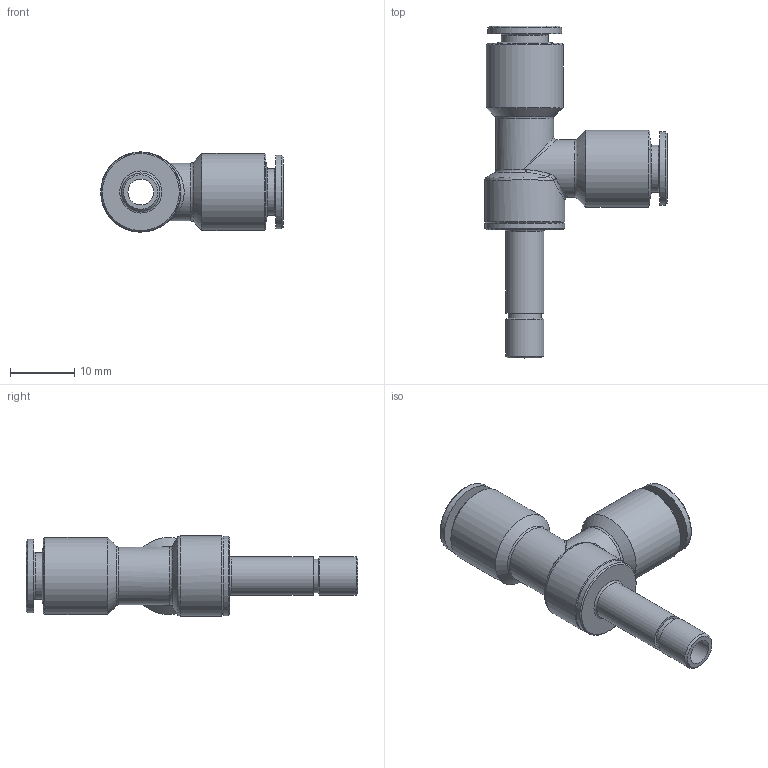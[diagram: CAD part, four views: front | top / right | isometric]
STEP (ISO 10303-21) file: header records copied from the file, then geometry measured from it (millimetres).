
FILE_DESCRIPTION(( 'MA.45.06.06.stp' ), '1');
FILE_NAME( 'MA.45.06.06.stp', '2019-06-19T14:49:49',( 'Sopra'),('sopra-pneumatic.com'), 'SwSTEP 2.0','SolidWorks 2009','' );
FILE_SCHEMA( ( 'CONFIG_CONTROL_DESIGN' ) );
Length unit declared in the file: millimetre
Products named in the file (1): NONE
Bounding box: 28.45 x 51.7 x 12.49 mm (x, y, z)
Volume: 3733.8 mm3; surface area: 3714.4 mm2
Topology: 1 solids, 1 shells, 65 faces, 134 edges, 74 vertices
Faces by surface type: cylinder 20, cone 19, plane 11, bspline 8, torus 5, sphere 2
Full cylindrical faces by diameter (mm): 4 x1, 5 x2, 5.2 x1, 5.95 x2, 6.15 x2, 7.3 x2, 9 x2, 11.5 x2, 12 x2, 12.4 x1, 12.5 x1
Entity records: 2326 total; most frequent: CARTESIAN_POINT 1207, DIRECTION 224, ORIENTED_EDGE 162, EDGE_LOOP 113, AXIS2_PLACEMENT_3D 112, FACE_OUTER_BOUND 84, EDGE_CURVE 81, VERTEX_POINT 66
